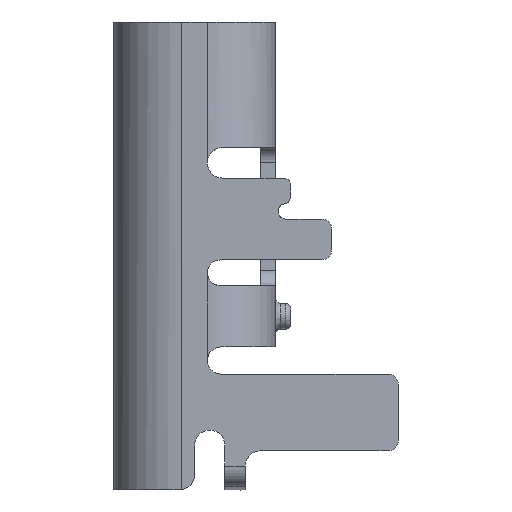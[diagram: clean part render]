
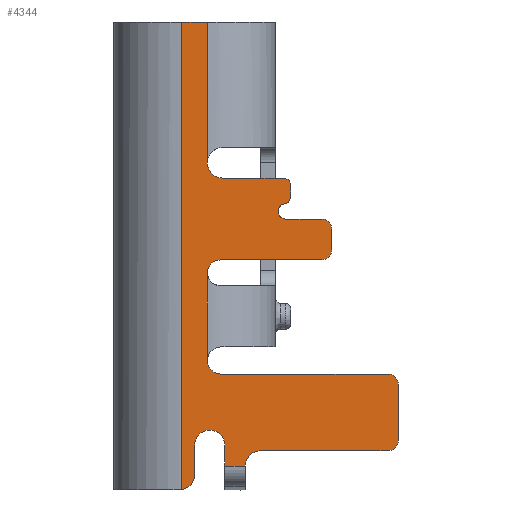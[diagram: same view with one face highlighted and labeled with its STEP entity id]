
A CAD part, left-side view. The second image highlights one B-rep face of the part: STEP entity #4344.
In plain terms, the highlighted planar face has unit normal (-1, 0, 0).
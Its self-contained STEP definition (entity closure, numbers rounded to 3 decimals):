
#101=PLANE('',#4751);
#153=CIRCLE('',#4450,0.265);
#188=CIRCLE('',#4496,0.3);
#242=CIRCLE('',#4576,0.25);
#249=CIRCLE('',#4588,0.15);
#302=CIRCLE('',#4675,0.3);
#312=CIRCLE('',#4694,0.15);
#332=CIRCLE('',#4738,0.2);
#333=CIRCLE('',#4742,0.2);
#335=CIRCLE('',#4752,0.2);
#336=CIRCLE('',#4753,0.2);
#337=CIRCLE('',#4754,0.15);
#338=CIRCLE('',#4755,0.3);
#339=CIRCLE('',#4756,0.295);
#355=LINE('',#6168,#669);
#361=LINE('',#11319,#675);
#430=LINE('',#13414,#744);
#462=LINE('',#14033,#776);
#485=LINE('',#14973,#799);
#527=LINE('',#16516,#841);
#557=LINE('',#16971,#871);
#586=LINE('',#17252,#900);
#610=LINE('',#18766,#924);
#615=LINE('',#19190,#929);
#636=LINE('',#20039,#950);
#637=LINE('',#20041,#951);
#638=LINE('',#20045,#952);
#639=LINE('',#20046,#953);
#640=LINE('',#20050,#954);
#669=VECTOR('',#4845,1000.);
#675=VECTOR('',#4901,1000.);
#744=VECTOR('',#5106,1000.);
#776=VECTOR('',#5190,1000.);
#799=VECTOR('',#5245,1000.);
#841=VECTOR('',#5363,1000.);
#871=VECTOR('',#5455,1000.);
#900=VECTOR('',#5536,1000.);
#924=VECTOR('',#5654,1000.);
#929=VECTOR('',#5667,1000.);
#950=VECTOR('',#5736,1000.);
#951=VECTOR('',#5737,1000.);
#952=VECTOR('',#5744,1000.);
#953=VECTOR('',#5745,1000.);
#954=VECTOR('',#5748,1000.);
#1226=FACE_OUTER_BOUND('',#1491,.T.);
#1491=EDGE_LOOP('',(#3698,#3699,#3700,#3701,#3702,#3703,#3704,#3705,#3706,
#3707,#3708,#3709,#3710,#3711,#3712,#3713,#3714,#3715,#3716,#3717,#3718,
#3719,#3720,#3721,#3722,#3723,#3724,#3725));
#1722=VERTEX_POINT('',#6156);
#1723=VERTEX_POINT('',#6167);
#1728=VERTEX_POINT('',#6188);
#1773=VERTEX_POINT('',#11315);
#1775=VERTEX_POINT('',#11318);
#1818=VERTEX_POINT('',#12090);
#1898=VERTEX_POINT('',#13412);
#1899=VERTEX_POINT('',#13413);
#1950=VERTEX_POINT('',#14032);
#1964=VERTEX_POINT('',#14951);
#1971=VERTEX_POINT('',#14967);
#1973=VERTEX_POINT('',#14971);
#1982=VERTEX_POINT('',#15727);
#1985=VERTEX_POINT('',#15732);
#2022=VERTEX_POINT('',#16513);
#2058=VERTEX_POINT('',#16970);
#2082=VERTEX_POINT('',#17244);
#2083=VERTEX_POINT('',#17249);
#2091=VERTEX_POINT('',#17616);
#2106=VERTEX_POINT('',#18758);
#2109=VERTEX_POINT('',#18764);
#2110=VERTEX_POINT('',#19186);
#2112=VERTEX_POINT('',#19189);
#2119=VERTEX_POINT('',#19376);
#2120=VERTEX_POINT('',#19378);
#2123=VERTEX_POINT('',#20040);
#2124=VERTEX_POINT('',#20047);
#2125=VERTEX_POINT('',#20049);
#2142=EDGE_CURVE('',#1722,#1723,#355,.T.);
#2148=EDGE_CURVE('',#1723,#1728,#153,.T.);
#2215=EDGE_CURVE('',#1773,#1775,#361,.T.);
#2262=EDGE_CURVE('',#1775,#1818,#188,.T.);
#2354=EDGE_CURVE('',#1898,#1899,#430,.T.);
#2409=EDGE_CURVE('',#1899,#1950,#462,.T.);
#2436=EDGE_CURVE('',#1964,#1722,#242,.T.);
#2445=EDGE_CURVE('',#1973,#1971,#485,.T.);
#2461=EDGE_CURVE('',#1985,#1982,#249,.T.);
#2522=EDGE_CURVE('',#1728,#2022,#527,.T.);
#2574=EDGE_CURVE('',#1818,#2058,#557,.T.);
#2620=EDGE_CURVE('',#2082,#1898,#302,.T.);
#2623=EDGE_CURVE('',#2083,#1964,#586,.T.);
#2642=EDGE_CURVE('',#2058,#2091,#312,.T.);
#2686=EDGE_CURVE('',#2109,#2106,#610,.T.);
#2692=EDGE_CURVE('',#2110,#2112,#615,.T.);
#2711=EDGE_CURVE('',#2120,#2119,#332,.T.);
#2716=EDGE_CURVE('',#2112,#2083,#333,.T.);
#2726=EDGE_CURVE('',#2119,#2082,#636,.T.);
#2727=EDGE_CURVE('',#2123,#2120,#637,.T.);
#2728=EDGE_CURVE('',#2022,#2123,#335,.T.);
#2729=EDGE_CURVE('',#1971,#2110,#336,.T.);
#2730=EDGE_CURVE('',#1982,#1973,#337,.T.);
#2731=EDGE_CURVE('',#2091,#1985,#638,.T.);
#2732=EDGE_CURVE('',#2106,#1773,#639,.T.);
#2733=EDGE_CURVE('',#2124,#2109,#338,.T.);
#2734=EDGE_CURVE('',#2125,#2124,#640,.T.);
#2735=EDGE_CURVE('',#1950,#2125,#339,.T.);
#3698=ORIENTED_EDGE('',*,*,#2620,.F.);
#3699=ORIENTED_EDGE('',*,*,#2726,.F.);
#3700=ORIENTED_EDGE('',*,*,#2711,.F.);
#3701=ORIENTED_EDGE('',*,*,#2727,.F.);
#3702=ORIENTED_EDGE('',*,*,#2728,.F.);
#3703=ORIENTED_EDGE('',*,*,#2522,.F.);
#3704=ORIENTED_EDGE('',*,*,#2148,.F.);
#3705=ORIENTED_EDGE('',*,*,#2142,.F.);
#3706=ORIENTED_EDGE('',*,*,#2436,.F.);
#3707=ORIENTED_EDGE('',*,*,#2623,.F.);
#3708=ORIENTED_EDGE('',*,*,#2716,.F.);
#3709=ORIENTED_EDGE('',*,*,#2692,.F.);
#3710=ORIENTED_EDGE('',*,*,#2729,.F.);
#3711=ORIENTED_EDGE('',*,*,#2445,.F.);
#3712=ORIENTED_EDGE('',*,*,#2730,.F.);
#3713=ORIENTED_EDGE('',*,*,#2461,.F.);
#3714=ORIENTED_EDGE('',*,*,#2731,.F.);
#3715=ORIENTED_EDGE('',*,*,#2642,.F.);
#3716=ORIENTED_EDGE('',*,*,#2574,.F.);
#3717=ORIENTED_EDGE('',*,*,#2262,.F.);
#3718=ORIENTED_EDGE('',*,*,#2215,.F.);
#3719=ORIENTED_EDGE('',*,*,#2732,.F.);
#3720=ORIENTED_EDGE('',*,*,#2686,.F.);
#3721=ORIENTED_EDGE('',*,*,#2733,.F.);
#3722=ORIENTED_EDGE('',*,*,#2734,.F.);
#3723=ORIENTED_EDGE('',*,*,#2735,.F.);
#3724=ORIENTED_EDGE('',*,*,#2409,.F.);
#3725=ORIENTED_EDGE('',*,*,#2354,.F.);
#4344=ADVANCED_FACE('',(#1226),#101,.F.);
#4450=AXIS2_PLACEMENT_3D('',#6189,#4854,#4855);
#4496=AXIS2_PLACEMENT_3D('',#12091,#4970,#4971);
#4576=AXIS2_PLACEMENT_3D('',#14953,#5228,#5229);
#4588=AXIS2_PLACEMENT_3D('',#15734,#5263,#5264);
#4675=AXIS2_PLACEMENT_3D('',#17246,#5530,#5531);
#4694=AXIS2_PLACEMENT_3D('',#17620,#5575,#5576);
#4738=AXIS2_PLACEMENT_3D('',#19380,#5699,#5700);
#4742=AXIS2_PLACEMENT_3D('',#19671,#5710,#5711);
#4751=AXIS2_PLACEMENT_3D('',#20038,#5734,#5735);
#4752=AXIS2_PLACEMENT_3D('',#20042,#5738,#5739);
#4753=AXIS2_PLACEMENT_3D('',#20043,#5740,#5741);
#4754=AXIS2_PLACEMENT_3D('',#20044,#5742,#5743);
#4755=AXIS2_PLACEMENT_3D('',#20048,#5746,#5747);
#4756=AXIS2_PLACEMENT_3D('',#20051,#5749,#5750);
#4845=DIRECTION('',(0.,0.,-1.));
#4854=DIRECTION('center_axis',(-1.,0.,0.));
#4855=DIRECTION('ref_axis',(0.,0.,-1.));
#4901=DIRECTION('',(0.,0.,-1.));
#4970=DIRECTION('center_axis',(-1.,0.,0.));
#4971=DIRECTION('ref_axis',(0.,0.,-1.));
#5106=DIRECTION('',(0.,1.,0.));
#5190=DIRECTION('',(0.,0.,1.));
#5228=DIRECTION('center_axis',(-1.,0.,0.));
#5229=DIRECTION('ref_axis',(0.,0.,1.));
#5245=DIRECTION('',(0.,-1.,0.));
#5263=DIRECTION('center_axis',(1.,0.,0.));
#5264=DIRECTION('ref_axis',(0.,0.,1.));
#5363=DIRECTION('',(0.,-1.,0.));
#5455=DIRECTION('',(0.,-1.,0.));
#5530=DIRECTION('center_axis',(-1.,0.,0.));
#5531=DIRECTION('ref_axis',(0.,0.,1.));
#5536=DIRECTION('',(0.,1.,0.));
#5575=DIRECTION('center_axis',(1.,0.,0.));
#5576=DIRECTION('ref_axis',(0.,0.,1.));
#5654=DIRECTION('',(0.,0.,1.));
#5667=DIRECTION('',(0.,0.,-1.));
#5699=DIRECTION('center_axis',(1.,0.,0.));
#5700=DIRECTION('ref_axis',(0.,0.,1.));
#5710=DIRECTION('center_axis',(1.,0.,0.));
#5711=DIRECTION('ref_axis',(0.,0.,1.));
#5734=DIRECTION('center_axis',(1.,0.,0.));
#5735=DIRECTION('ref_axis',(0.,1.,0.));
#5736=DIRECTION('',(0.,1.,0.));
#5737=DIRECTION('',(0.,0.,-1.));
#5738=DIRECTION('center_axis',(1.,0.,0.));
#5739=DIRECTION('ref_axis',(0.,0.,1.));
#5740=DIRECTION('center_axis',(1.,0.,0.));
#5741=DIRECTION('ref_axis',(0.,0.,1.));
#5742=DIRECTION('center_axis',(-1.,0.,0.));
#5743=DIRECTION('ref_axis',(0.,0.,-1.));
#5744=DIRECTION('',(0.,0.,-1.));
#5745=DIRECTION('',(0.,-1.,0.));
#5746=DIRECTION('center_axis',(1.,0.,0.));
#5747=DIRECTION('ref_axis',(0.,0.,-1.));
#5748=DIRECTION('',(0.,0.,-1.));
#5749=DIRECTION('center_axis',(-1.,0.,0.));
#5750=DIRECTION('ref_axis',(0.,0.,-1.));
#6156=CARTESIAN_POINT('',(-4.475,1.63,-4.4));
#6167=CARTESIAN_POINT('',(-4.475,1.63,-6.115));
#6168=CARTESIAN_POINT('',(-4.475,1.63,-6.149));
#6188=CARTESIAN_POINT('',(-4.475,1.365,-6.38));
#6189=CARTESIAN_POINT('Origin',(-4.475,1.365,-6.115));
#11315=CARTESIAN_POINT('',(-4.475,1.63,0.5));
#11318=CARTESIAN_POINT('',(-4.475,1.63,-2.25));
#11319=CARTESIAN_POINT('',(-4.475,1.63,-2.305));
#12090=CARTESIAN_POINT('',(-4.475,1.33,-2.55));
#12091=CARTESIAN_POINT('Origin',(-4.475,1.33,-2.25));
#13412=CARTESIAN_POINT('',(-4.475,0.89,-8.18));
#13413=CARTESIAN_POINT('',(-4.475,1.29,-8.18));
#13414=CARTESIAN_POINT('',(-4.475,0.015,-8.18));
#14032=CARTESIAN_POINT('',(-4.475,1.29,-7.77));
#14033=CARTESIAN_POINT('',(-4.475,1.29,-4.068));
#14951=CARTESIAN_POINT('',(-4.475,1.38,-4.15));
#14953=CARTESIAN_POINT('Origin',(-4.475,1.38,-4.4));
#14967=CARTESIAN_POINT('',(-4.475,-0.6,-3.35));
#14971=CARTESIAN_POINT('',(-4.475,0.1,-3.35));
#14973=CARTESIAN_POINT('',(-4.475,0.015,-3.35));
#15727=CARTESIAN_POINT('',(-4.475,0.125,-3.052));
#15732=CARTESIAN_POINT('',(-4.475,0.,-2.904));
#15734=CARTESIAN_POINT('Origin',(-4.475,0.15,-2.904));
#16513=CARTESIAN_POINT('',(-4.475,-1.9,-6.38));
#16516=CARTESIAN_POINT('',(-4.475,0.015,-6.38));
#16970=CARTESIAN_POINT('',(-4.475,0.15,-2.55));
#16971=CARTESIAN_POINT('',(-4.475,0.015,-2.55));
#17244=CARTESIAN_POINT('',(-4.475,0.59,-7.88));
#17246=CARTESIAN_POINT('Origin',(-4.475,0.59,-8.18));
#17249=CARTESIAN_POINT('',(-4.475,-0.6,-4.15));
#17252=CARTESIAN_POINT('',(-4.475,0.015,-4.15));
#17616=CARTESIAN_POINT('',(-4.475,0.,-2.7));
#17620=CARTESIAN_POINT('Origin',(-4.475,0.15,-2.7));
#18758=CARTESIAN_POINT('',(-4.475,2.13,0.5));
#18764=CARTESIAN_POINT('',(-4.475,2.13,-8.636));
#18766=CARTESIAN_POINT('',(-4.475,2.13,-8.823));
#19186=CARTESIAN_POINT('',(-4.475,-0.8,-3.55));
#19189=CARTESIAN_POINT('',(-4.475,-0.8,-3.95));
#19190=CARTESIAN_POINT('',(-4.475,-0.8,-4.068));
#19376=CARTESIAN_POINT('',(-4.475,-1.9,-7.88));
#19378=CARTESIAN_POINT('',(-4.475,-2.1,-7.68));
#19380=CARTESIAN_POINT('Origin',(-4.475,-1.9,-7.68));
#19671=CARTESIAN_POINT('Origin',(-4.475,-0.6,-3.95));
#20038=CARTESIAN_POINT('Origin',(-4.475,0.015,-4.068));
#20039=CARTESIAN_POINT('',(-4.475,0.015,-7.88));
#20040=CARTESIAN_POINT('',(-4.475,-2.1,-6.58));
#20041=CARTESIAN_POINT('',(-4.475,-2.1,-4.068));
#20042=CARTESIAN_POINT('Origin',(-4.475,-1.9,-6.58));
#20043=CARTESIAN_POINT('Origin',(-4.475,-0.6,-3.55));
#20044=CARTESIAN_POINT('Origin',(-4.475,0.1,-3.2));
#20045=CARTESIAN_POINT('',(-4.475,0.,-4.068));
#20046=CARTESIAN_POINT('',(-4.475,3.385,0.5));
#20047=CARTESIAN_POINT('',(-4.475,1.88,-8.34));
#20048=CARTESIAN_POINT('Origin',(-4.475,2.18,-8.34));
#20049=CARTESIAN_POINT('',(-4.475,1.88,-7.77));
#20050=CARTESIAN_POINT('',(-4.475,1.88,-4.068));
#20051=CARTESIAN_POINT('Origin',(-4.475,1.585,-7.77));
